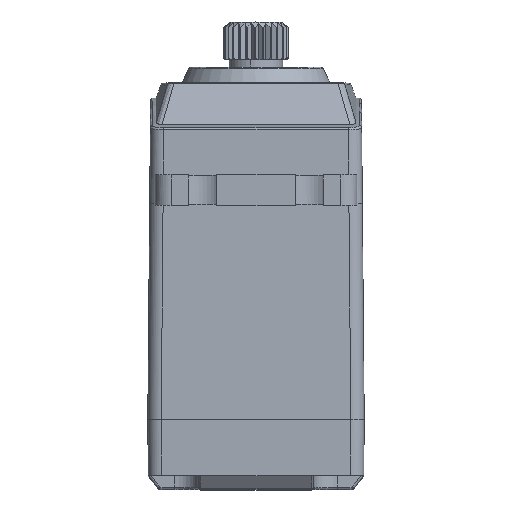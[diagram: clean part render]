
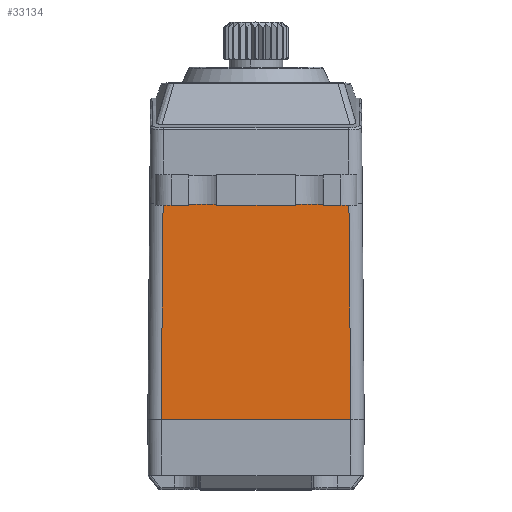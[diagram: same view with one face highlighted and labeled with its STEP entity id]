
A CAD part, top view. The second image highlights one B-rep face of the part: STEP entity #33134.
In plain terms, the highlighted planar face has unit normal (0, 0.009, 1).
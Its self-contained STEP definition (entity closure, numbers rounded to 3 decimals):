
#106 = VECTOR ( 'NONE', #14319, 1000. ) ;
#129 = EDGE_CURVE ( 'NONE', #52142, #18407, #49713, .T. ) ;
#5984 = LINE ( 'NONE', #37987, #17676 ) ;
#6200 = CARTESIAN_POINT ( 'NONE',  ( -8.825, -37.05, -13.422 ) ) ;
#7249 = CARTESIAN_POINT ( 'NONE',  ( 10.854, -37.05, -13.422 ) ) ;
#8136 = CARTESIAN_POINT ( 'NONE',  ( 0., -16.956, -13.597 ) ) ;
#8904 = EDGE_LOOP ( 'NONE', ( #51831, #41722, #39325, #31403 ) ) ;
#10001 = EDGE_CURVE ( 'NONE', #48222, #31621, #5984, .T. ) ;
#10079 = CARTESIAN_POINT ( 'NONE',  ( 9.383, -100.989, -12.864 ) ) ;
#11502 = LINE ( 'NONE', #7249, #18814 ) ;
#14319 = DIRECTION ( 'NONE',  ( 0.009, -1., 0.009 ) ) ;
#15206 = CARTESIAN_POINT ( 'NONE',  ( 8.65, -16.953, -13.597 ) ) ;
#17104 = FACE_OUTER_BOUND ( 'NONE', #8904, .T. ) ;
#17676 = VECTOR ( 'NONE', #22143, 1000. ) ;
#18407 = VERTEX_POINT ( 'NONE', #51550 ) ;
#18814 = VECTOR ( 'NONE', #31330, 1000. ) ;
#22143 = DIRECTION ( 'NONE',  ( -0.009, -1., 0.009 ) ) ;
#24771 = DIRECTION ( 'NONE',  ( 0., -1., 0.009 ) ) ;
#26607 = VECTOR ( 'NONE', #40351, 1000. ) ;
#27140 = AXIS2_PLACEMENT_3D ( 'NONE', #33480, #41622, #24771 ) ;
#29129 = CARTESIAN_POINT ( 'NONE',  ( -8.65, -16.953, -13.597 ) ) ;
#30041 = PLANE ( 'NONE',  #27140 ) ;
#31330 = DIRECTION ( 'NONE',  ( 1., 0., 0. ) ) ;
#31403 = ORIENTED_EDGE ( 'NONE', *, *, #10001, .T. ) ;
#31621 = VERTEX_POINT ( 'NONE', #6200 ) ;
#33134 = ADVANCED_FACE ( 'NONE', ( #17104 ), #30041, .T. ) ;
#33480 = CARTESIAN_POINT ( 'NONE',  ( 10.854, -16.95, -13.597 ) ) ;
#33910 = EDGE_CURVE ( 'NONE', #31621, #18407, #11502, .T. ) ;
#37987 = CARTESIAN_POINT ( 'NONE',  ( -8.65, -16.95, -13.597 ) ) ;
#39325 = ORIENTED_EDGE ( 'NONE', *, *, #42407, .F. ) ;
#40351 = DIRECTION ( 'NONE',  ( 1., 0., 0. ) ) ;
#41622 = DIRECTION ( 'NONE',  ( 0., 0.009, 1. ) ) ;
#41722 = ORIENTED_EDGE ( 'NONE', *, *, #129, .F. ) ;
#42407 = EDGE_CURVE ( 'NONE', #48222, #52142, #44350, .T. ) ;
#44350 = LINE ( 'NONE', #8136, #26607 ) ;
#48222 = VERTEX_POINT ( 'NONE', #29129 ) ;
#49713 = LINE ( 'NONE', #10079, #106 ) ;
#51550 = CARTESIAN_POINT ( 'NONE',  ( 8.825, -37.05, -13.422 ) ) ;
#51831 = ORIENTED_EDGE ( 'NONE', *, *, #33910, .T. ) ;
#52142 = VERTEX_POINT ( 'NONE', #15206 ) ;
